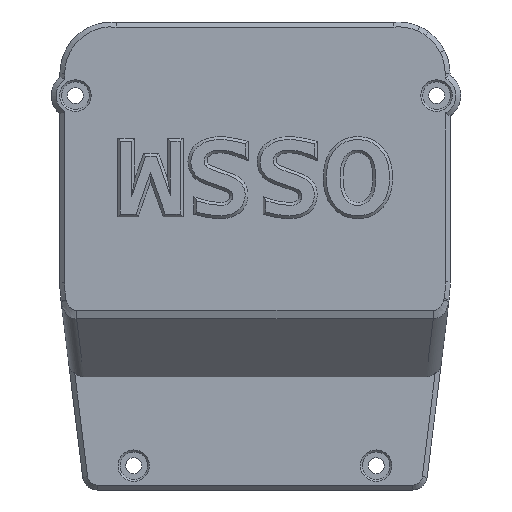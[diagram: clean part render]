
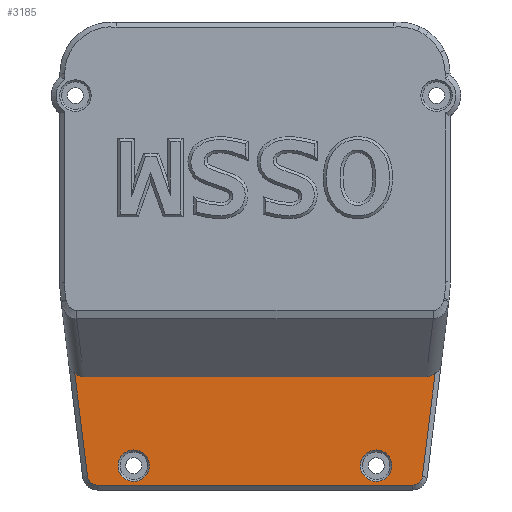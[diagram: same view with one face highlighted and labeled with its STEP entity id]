
A CAD part, top view. The second image highlights one B-rep face of the part: STEP entity #3185.
In plain terms, the highlighted planar face has unit normal (0, 0, 1).
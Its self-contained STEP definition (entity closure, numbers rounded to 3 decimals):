
#31=FACE_BOUND('',#671,.T.);
#32=FACE_BOUND('',#672,.T.);
#193=CIRCLE('',#3447,2.);
#198=CIRCLE('',#3456,3.25);
#206=CIRCLE('',#3476,3.25);
#207=CIRCLE('',#3478,2.);
#285=PLANE('',#3477);
#466=FACE_OUTER_BOUND('',#670,.T.);
#670=EDGE_LOOP('',(#2821,#2822,#2823,#2824,#2825,#2826,#2827,#2828));
#671=EDGE_LOOP('',(#2829));
#672=EDGE_LOOP('',(#2830));
#953=LINE('',#7437,#1207);
#999=LINE('',#7630,#1253);
#1014=LINE('',#7700,#1268);
#1015=LINE('',#7703,#1269);
#1207=VECTOR('',#4000,10.);
#1253=VECTOR('',#4162,10.);
#1268=VECTOR('',#4241,10.);
#1269=VECTOR('',#4244,10.);
#1303=ELLIPSE('',#3315,4.259,3.);
#1306=ELLIPSE('',#3390,4.259,3.);
#1420=VERTEX_POINT('',#4990);
#1421=VERTEX_POINT('',#4992);
#1509=VERTEX_POINT('',#7435);
#1511=VERTEX_POINT('',#7441);
#1550=VERTEX_POINT('',#7628);
#1551=VERTEX_POINT('',#7632);
#1556=VERTEX_POINT('',#7649);
#1566=VERTEX_POINT('',#7695);
#1567=VERTEX_POINT('',#7699);
#1568=VERTEX_POINT('',#7701);
#1748=EDGE_CURVE('',#1420,#1421,#1303,.F.);
#1899=EDGE_CURVE('',#1509,#1420,#953,.T.);
#1902=EDGE_CURVE('',#1511,#1509,#1306,.F.);
#1973=EDGE_CURVE('',#1550,#1511,#999,.T.);
#1975=EDGE_CURVE('',#1551,#1550,#193,.T.);
#1982=EDGE_CURVE('',#1556,#1556,#198,.T.);
#2002=EDGE_CURVE('',#1566,#1566,#206,.T.);
#2004=EDGE_CURVE('',#1567,#1551,#1014,.T.);
#2005=EDGE_CURVE('',#1568,#1567,#207,.T.);
#2006=EDGE_CURVE('',#1421,#1568,#1015,.T.);
#2821=ORIENTED_EDGE('',*,*,#1975,.F.);
#2822=ORIENTED_EDGE('',*,*,#2004,.F.);
#2823=ORIENTED_EDGE('',*,*,#2005,.F.);
#2824=ORIENTED_EDGE('',*,*,#2006,.F.);
#2825=ORIENTED_EDGE('',*,*,#1748,.F.);
#2826=ORIENTED_EDGE('',*,*,#1899,.F.);
#2827=ORIENTED_EDGE('',*,*,#1902,.F.);
#2828=ORIENTED_EDGE('',*,*,#1973,.F.);
#2829=ORIENTED_EDGE('',*,*,#1982,.F.);
#2830=ORIENTED_EDGE('',*,*,#2002,.F.);
#3185=ADVANCED_FACE('',(#466,#31,#32),#285,.T.);
#3315=AXIS2_PLACEMENT_3D('',#4993,#3775,#3776);
#3390=AXIS2_PLACEMENT_3D('',#7443,#4006,#4007);
#3447=AXIS2_PLACEMENT_3D('',#7634,#4166,#4167);
#3456=AXIS2_PLACEMENT_3D('',#7650,#4186,#4187);
#3476=AXIS2_PLACEMENT_3D('',#7696,#4236,#4237);
#3477=AXIS2_PLACEMENT_3D('',#7698,#4239,#4240);
#3478=AXIS2_PLACEMENT_3D('',#7702,#4242,#4243);
#3775=DIRECTION('center_axis',(0.,0.,-1.));
#3776=DIRECTION('ref_axis',(-0.122,-0.992,0.));
#4000=DIRECTION('',(1.,0.,0.));
#4006=DIRECTION('center_axis',(0.,0.,-1.));
#4007=DIRECTION('ref_axis',(0.122,-0.992,0.));
#4162=DIRECTION('',(-0.122,0.992,0.));
#4166=DIRECTION('center_axis',(0.,0.,-1.));
#4167=DIRECTION('ref_axis',(-0.992,-0.122,0.));
#4186=DIRECTION('center_axis',(0.,0.,1.));
#4187=DIRECTION('ref_axis',(-1.,0.,0.));
#4236=DIRECTION('center_axis',(0.,0.,1.));
#4237=DIRECTION('ref_axis',(-1.,0.,0.));
#4239=DIRECTION('center_axis',(0.,0.,1.));
#4240=DIRECTION('ref_axis',(-1.,0.,0.));
#4241=DIRECTION('',(-1.,0.,0.));
#4242=DIRECTION('center_axis',(0.,0.,-1.));
#4243=DIRECTION('ref_axis',(0.,-1.,0.));
#4244=DIRECTION('',(-0.122,-0.992,0.));
#4990=CARTESIAN_POINT('',(35.315,-41.891,39.8));
#4992=CARTESIAN_POINT('',(37.173,-41.044,39.8));
#4993=CARTESIAN_POINT('Origin',(35.577,-37.649,39.8));
#7435=CARTESIAN_POINT('',(-35.315,-41.891,39.8));
#7437=CARTESIAN_POINT('',(-9.749,-41.891,39.8));
#7441=CARTESIAN_POINT('',(-37.173,-41.044,39.8));
#7443=CARTESIAN_POINT('Origin',(-35.577,-37.649,39.8));
#7628=CARTESIAN_POINT('',(-34.532,-62.445,39.8));
#7630=CARTESIAN_POINT('',(-39.331,-23.55,39.8));
#7632=CARTESIAN_POINT('',(-32.547,-64.2,39.8));
#7634=CARTESIAN_POINT('Origin',(-32.547,-62.2,39.8));
#7649=CARTESIAN_POINT('',(-21.75,-60.2,39.8));
#7650=CARTESIAN_POINT('Origin',(-25.,-60.2,39.8));
#7695=CARTESIAN_POINT('',(28.25,-60.2,39.8));
#7696=CARTESIAN_POINT('Origin',(25.,-60.2,39.8));
#7698=CARTESIAN_POINT('Origin',(0.009,-16.943,39.8));
#7699=CARTESIAN_POINT('',(32.547,-64.2,39.8));
#7700=CARTESIAN_POINT('',(-16.269,-64.2,39.8));
#7701=CARTESIAN_POINT('',(34.532,-62.445,39.8));
#7702=CARTESIAN_POINT('Origin',(32.547,-62.2,39.8));
#7703=CARTESIAN_POINT('',(37.038,-42.133,39.8));
